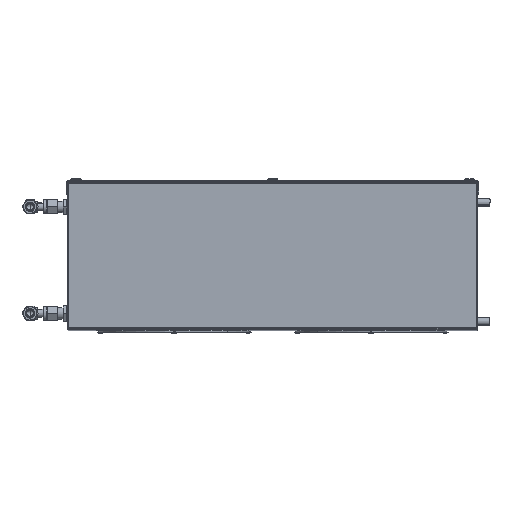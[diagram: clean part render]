
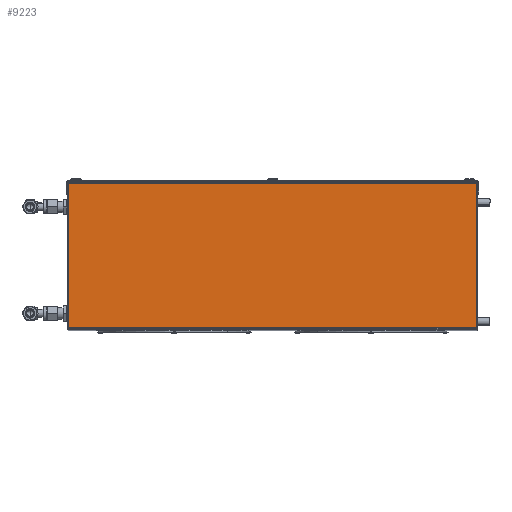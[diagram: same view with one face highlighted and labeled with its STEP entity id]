
A CAD part, top view. The second image highlights one B-rep face of the part: STEP entity #9223.
In plain terms, the highlighted planar face has unit normal (0, 0, 1).
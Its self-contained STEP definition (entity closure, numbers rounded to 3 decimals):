
#1726 = CARTESIAN_POINT ( 'NONE',  ( 248.929, 178., 400. ) ) ;
#2211 = LINE ( 'NONE', #18612, #11505 ) ;
#2668 = DIRECTION ( 'NONE',  ( 0., 0., -1. ) ) ;
#3955 = DIRECTION ( 'NONE',  ( -1., 0., 0. ) ) ;
#4453 = DIRECTION ( 'NONE',  ( 0., 1., 0. ) ) ;
#9223 = ADVANCED_FACE ( 'NONE', ( #39213 ), #19952, .F. ) ;
#9832 = CARTESIAN_POINT ( 'NONE',  ( -250., 180., 400. ) ) ;
#9935 = VECTOR ( 'NONE', #4453, 1000. ) ;
#11505 = VECTOR ( 'NONE', #22526, 1000. ) ;
#13644 = AXIS2_PLACEMENT_3D ( 'NONE', #9832, #2668, #26943 ) ;
#14146 = EDGE_LOOP ( 'NONE', ( #36482, #44229, #36433, #24689 ) ) ;
#14226 = VERTEX_POINT ( 'NONE', #19749 ) ;
#14947 = CARTESIAN_POINT ( 'NONE',  ( -248.929, 1., 400. ) ) ;
#15092 = EDGE_CURVE ( 'NONE', #14226, #19152, #31691, .T. ) ;
#18612 = CARTESIAN_POINT ( 'NONE',  ( -250., 2., 400. ) ) ;
#18947 = LINE ( 'NONE', #38768, #36880 ) ;
#19152 = VERTEX_POINT ( 'NONE', #25581 ) ;
#19749 = CARTESIAN_POINT ( 'NONE',  ( -248.929, 2., 400. ) ) ;
#19952 = PLANE ( 'NONE',  #13644 ) ;
#22526 = DIRECTION ( 'NONE',  ( -1., 0., 0. ) ) ;
#23774 = VERTEX_POINT ( 'NONE', #41549 ) ;
#24431 = CARTESIAN_POINT ( 'NONE',  ( 248.929, 178., 400. ) ) ;
#24689 = ORIENTED_EDGE ( 'NONE', *, *, #29346, .T. ) ;
#25581 = CARTESIAN_POINT ( 'NONE',  ( -248.929, 178., 400. ) ) ;
#26943 = DIRECTION ( 'NONE',  ( -1., 0., 0. ) ) ;
#29346 = EDGE_CURVE ( 'NONE', #23774, #31640, #18947, .T. ) ;
#31640 = VERTEX_POINT ( 'NONE', #1726 ) ;
#31691 = LINE ( 'NONE', #14947, #9935 ) ;
#34945 = EDGE_CURVE ( 'NONE', #31640, #19152, #35288, .T. ) ;
#35288 = LINE ( 'NONE', #24431, #44451 ) ;
#36433 = ORIENTED_EDGE ( 'NONE', *, *, #41770, .F. ) ;
#36482 = ORIENTED_EDGE ( 'NONE', *, *, #34945, .T. ) ;
#36880 = VECTOR ( 'NONE', #39063, 1000. ) ;
#38768 = CARTESIAN_POINT ( 'NONE',  ( 248.929, 180., 400. ) ) ;
#39063 = DIRECTION ( 'NONE',  ( 0., 1., 0. ) ) ;
#39213 = FACE_OUTER_BOUND ( 'NONE', #14146, .T. ) ;
#41549 = CARTESIAN_POINT ( 'NONE',  ( 248.929, 2., 400. ) ) ;
#41770 = EDGE_CURVE ( 'NONE', #23774, #14226, #2211, .T. ) ;
#44229 = ORIENTED_EDGE ( 'NONE', *, *, #15092, .F. ) ;
#44451 = VECTOR ( 'NONE', #3955, 1000. ) ;
